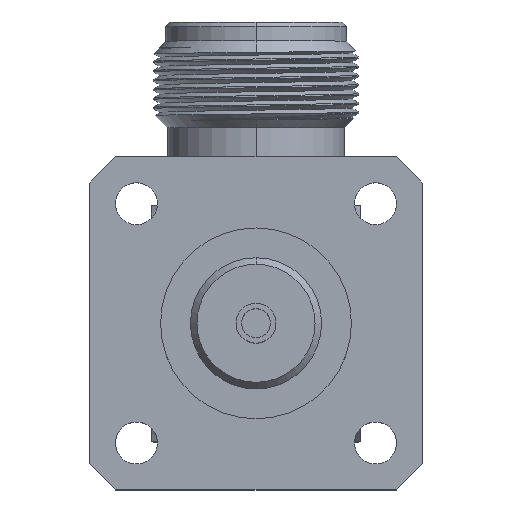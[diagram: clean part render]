
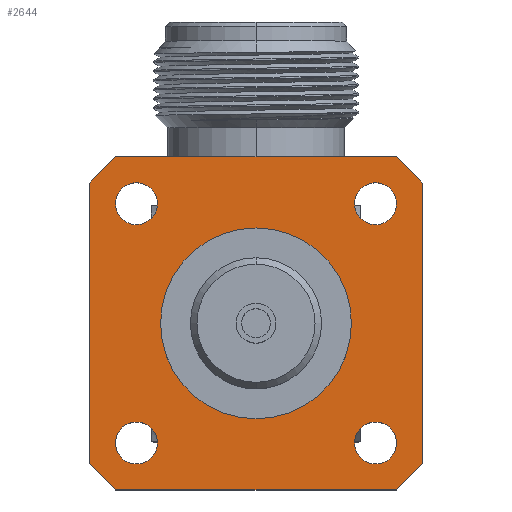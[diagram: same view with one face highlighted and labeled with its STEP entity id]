
A CAD part, top view. The second image highlights one B-rep face of the part: STEP entity #2644.
In plain terms, the highlighted planar face has unit normal (0, 0, 1).
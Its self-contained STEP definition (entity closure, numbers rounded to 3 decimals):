
#91=CARTESIAN_POINT('',(9.12,9.12,2.));
#92=DIRECTION('',(0.,0.,-1.));
#93=DIRECTION('',(1.,0.,0.));
#94=AXIS2_PLACEMENT_3D('',#91,#92,#93);
#96=CARTESIAN_POINT('',(9.12,9.12,2.));
#97=DIRECTION('',(0.,0.,-1.));
#98=DIRECTION('',(-1.,0.,0.));
#99=AXIS2_PLACEMENT_3D('',#96,#97,#98);
#101=CARTESIAN_POINT('',(-9.12,9.12,2.));
#102=DIRECTION('',(0.,0.,-1.));
#103=DIRECTION('',(1.,0.,0.));
#104=AXIS2_PLACEMENT_3D('',#101,#102,#103);
#106=CARTESIAN_POINT('',(-9.12,9.12,2.));
#107=DIRECTION('',(0.,0.,-1.));
#108=DIRECTION('',(-1.,0.,0.));
#109=AXIS2_PLACEMENT_3D('',#106,#107,#108);
#111=CARTESIAN_POINT('',(-9.12,-9.12,2.));
#112=DIRECTION('',(0.,0.,-1.));
#113=DIRECTION('',(1.,0.,0.));
#114=AXIS2_PLACEMENT_3D('',#111,#112,#113);
#116=CARTESIAN_POINT('',(-9.12,-9.12,2.));
#117=DIRECTION('',(0.,0.,-1.));
#118=DIRECTION('',(-1.,0.,0.));
#119=AXIS2_PLACEMENT_3D('',#116,#117,#118);
#121=CARTESIAN_POINT('',(9.12,-9.12,2.));
#122=DIRECTION('',(0.,0.,-1.));
#123=DIRECTION('',(1.,0.,0.));
#124=AXIS2_PLACEMENT_3D('',#121,#122,#123);
#126=CARTESIAN_POINT('',(9.12,-9.12,2.));
#127=DIRECTION('',(0.,0.,-1.));
#128=DIRECTION('',(-1.,0.,0.));
#129=AXIS2_PLACEMENT_3D('',#126,#127,#128);
#131=DIRECTION('',(-0.707,-0.707,0.));
#132=VECTOR('',#131,2.828);
#133=CARTESIAN_POINT('',(-10.7,12.7,2.));
#134=LINE('',#133,#132);
#135=DIRECTION('',(-1.,0.,0.));
#136=VECTOR('',#135,21.4);
#137=CARTESIAN_POINT('',(10.7,12.7,2.));
#138=LINE('',#137,#136);
#139=DIRECTION('',(-0.707,0.707,0.));
#140=VECTOR('',#139,2.828);
#141=CARTESIAN_POINT('',(12.7,10.7,2.));
#142=LINE('',#141,#140);
#143=DIRECTION('',(0.,1.,0.));
#144=VECTOR('',#143,21.4);
#145=CARTESIAN_POINT('',(12.7,-10.7,2.));
#146=LINE('',#145,#144);
#147=DIRECTION('',(0.707,0.707,0.));
#148=VECTOR('',#147,2.828);
#149=CARTESIAN_POINT('',(10.7,-12.7,2.));
#150=LINE('',#149,#148);
#151=DIRECTION('',(1.,0.,0.));
#152=VECTOR('',#151,21.4);
#153=CARTESIAN_POINT('',(-10.7,-12.7,2.));
#154=LINE('',#153,#152);
#155=DIRECTION('',(0.707,-0.707,0.));
#156=VECTOR('',#155,2.828);
#157=CARTESIAN_POINT('',(-12.7,-10.7,2.));
#158=LINE('',#157,#156);
#159=DIRECTION('',(0.,-1.,0.));
#160=VECTOR('',#159,21.4);
#161=CARTESIAN_POINT('',(-12.7,10.7,2.));
#162=LINE('',#161,#160);
#163=CARTESIAN_POINT('',(0.,0.,2.));
#164=DIRECTION('',(0.,0.,1.));
#165=DIRECTION('',(0.,-1.,0.));
#166=AXIS2_PLACEMENT_3D('',#163,#164,#165);
#168=CARTESIAN_POINT('',(0.,0.,2.));
#169=DIRECTION('',(0.,0.,1.));
#170=DIRECTION('',(0.,1.,0.));
#171=AXIS2_PLACEMENT_3D('',#168,#169,#170);
#2226=CARTESIAN_POINT('',(10.72,9.12,2.));
#2227=CARTESIAN_POINT('',(7.52,9.12,2.));
#2228=VERTEX_POINT('',#2226);
#2229=VERTEX_POINT('',#2227);
#2230=CARTESIAN_POINT('',(-7.52,9.12,2.));
#2231=CARTESIAN_POINT('',(-10.72,9.12,2.));
#2232=VERTEX_POINT('',#2230);
#2233=VERTEX_POINT('',#2231);
#2234=CARTESIAN_POINT('',(-7.52,-9.12,2.));
#2235=CARTESIAN_POINT('',(-10.72,-9.12,2.));
#2236=VERTEX_POINT('',#2234);
#2237=VERTEX_POINT('',#2235);
#2238=CARTESIAN_POINT('',(10.72,-9.12,2.));
#2239=CARTESIAN_POINT('',(7.52,-9.12,2.));
#2240=VERTEX_POINT('',#2238);
#2241=VERTEX_POINT('',#2239);
#2242=CARTESIAN_POINT('',(-10.7,12.7,2.));
#2243=CARTESIAN_POINT('',(-12.7,10.7,2.));
#2244=VERTEX_POINT('',#2242);
#2245=VERTEX_POINT('',#2243);
#2246=CARTESIAN_POINT('',(-12.7,-10.7,2.));
#2247=VERTEX_POINT('',#2246);
#2248=CARTESIAN_POINT('',(-10.7,-12.7,2.));
#2249=VERTEX_POINT('',#2248);
#2250=CARTESIAN_POINT('',(10.7,-12.7,2.));
#2251=VERTEX_POINT('',#2250);
#2252=CARTESIAN_POINT('',(12.7,-10.7,2.));
#2253=VERTEX_POINT('',#2252);
#2254=CARTESIAN_POINT('',(12.7,10.7,2.));
#2255=VERTEX_POINT('',#2254);
#2256=CARTESIAN_POINT('',(10.7,12.7,2.));
#2257=VERTEX_POINT('',#2256);
#2294=CARTESIAN_POINT('',(0.,-7.274,2.));
#2295=CARTESIAN_POINT('',(0.,7.274,2.));
#2296=VERTEX_POINT('',#2294);
#2297=VERTEX_POINT('',#2295);
#2593=CARTESIAN_POINT('',(0.,0.,2.));
#2594=DIRECTION('',(0.,0.,1.));
#2595=DIRECTION('',(1.,0.,0.));
#2596=AXIS2_PLACEMENT_3D('',#2593,#2594,#2595);
#2597=PLANE('',#2596);
#2599=ORIENTED_EDGE('',*,*,#2598,.F.);
#2601=ORIENTED_EDGE('',*,*,#2600,.F.);
#2603=ORIENTED_EDGE('',*,*,#2602,.F.);
#2605=ORIENTED_EDGE('',*,*,#2604,.F.);
#2607=ORIENTED_EDGE('',*,*,#2606,.F.);
#2609=ORIENTED_EDGE('',*,*,#2608,.F.);
#2611=ORIENTED_EDGE('',*,*,#2610,.F.);
#2613=ORIENTED_EDGE('',*,*,#2612,.F.);
#2614=EDGE_LOOP('',(#2599,#2601,#2603,#2605,#2607,#2609,#2611,#2613));
#2615=FACE_OUTER_BOUND('',#2614,.F.);
#2617=ORIENTED_EDGE('',*,*,#2616,.F.);
#2619=ORIENTED_EDGE('',*,*,#2618,.F.);
#2620=EDGE_LOOP('',(#2617,#2619));
#2621=FACE_BOUND('',#2620,.F.);
#2623=ORIENTED_EDGE('',*,*,#2622,.F.);
#2625=ORIENTED_EDGE('',*,*,#2624,.F.);
#2626=EDGE_LOOP('',(#2623,#2625));
#2627=FACE_BOUND('',#2626,.F.);
#2629=ORIENTED_EDGE('',*,*,#2628,.F.);
#2631=ORIENTED_EDGE('',*,*,#2630,.F.);
#2632=EDGE_LOOP('',(#2629,#2631));
#2633=FACE_BOUND('',#2632,.F.);
#2634=ORIENTED_EDGE('',*,*,#2573,.F.);
#2635=ORIENTED_EDGE('',*,*,#2587,.F.);
#2636=EDGE_LOOP('',(#2634,#2635));
#2637=FACE_BOUND('',#2636,.F.);
#2639=ORIENTED_EDGE('',*,*,#2638,.T.);
#2641=ORIENTED_EDGE('',*,*,#2640,.T.);
#2642=EDGE_LOOP('',(#2639,#2641));
#2643=FACE_BOUND('',#2642,.F.);
#95=CIRCLE('',#94,1.6);
#100=CIRCLE('',#99,1.6);
#105=CIRCLE('',#104,1.6);
#110=CIRCLE('',#109,1.6);
#115=CIRCLE('',#114,1.6);
#120=CIRCLE('',#119,1.6);
#125=CIRCLE('',#124,1.6);
#130=CIRCLE('',#129,1.6);
#167=CIRCLE('',#166,7.274);
#172=CIRCLE('',#171,7.274);
#2573=EDGE_CURVE('',#2228,#2229,#95,.T.);
#2587=EDGE_CURVE('',#2229,#2228,#100,.T.);
#2598=EDGE_CURVE('',#2244,#2245,#134,.T.);
#2600=EDGE_CURVE('',#2257,#2244,#138,.T.);
#2602=EDGE_CURVE('',#2255,#2257,#142,.T.);
#2604=EDGE_CURVE('',#2253,#2255,#146,.T.);
#2606=EDGE_CURVE('',#2251,#2253,#150,.T.);
#2608=EDGE_CURVE('',#2249,#2251,#154,.T.);
#2610=EDGE_CURVE('',#2247,#2249,#158,.T.);
#2612=EDGE_CURVE('',#2245,#2247,#162,.T.);
#2616=EDGE_CURVE('',#2232,#2233,#105,.T.);
#2618=EDGE_CURVE('',#2233,#2232,#110,.T.);
#2622=EDGE_CURVE('',#2236,#2237,#115,.T.);
#2624=EDGE_CURVE('',#2237,#2236,#120,.T.);
#2628=EDGE_CURVE('',#2240,#2241,#125,.T.);
#2630=EDGE_CURVE('',#2241,#2240,#130,.T.);
#2638=EDGE_CURVE('',#2296,#2297,#167,.T.);
#2640=EDGE_CURVE('',#2297,#2296,#172,.T.);
#2644=ADVANCED_FACE('',(#2615,#2621,#2627,#2633,#2637,#2643),#2597,.T.);
